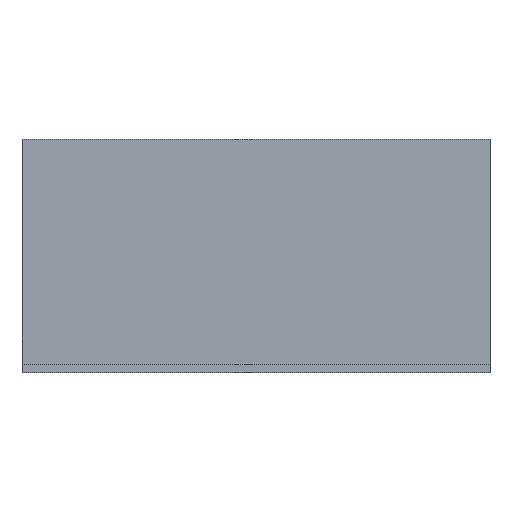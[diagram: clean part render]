
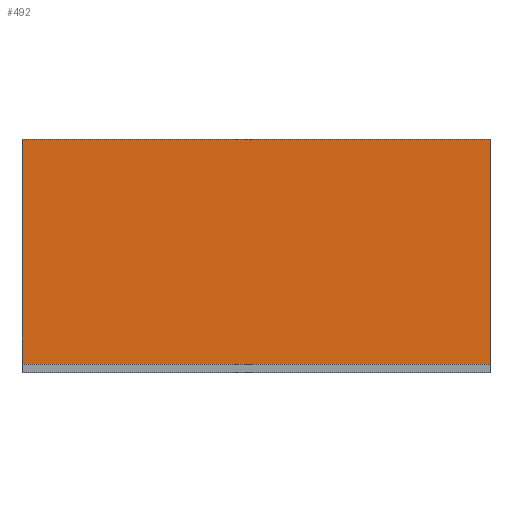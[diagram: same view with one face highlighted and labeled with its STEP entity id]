
A CAD part, top view. The second image highlights one B-rep face of the part: STEP entity #492.
In plain terms, the highlighted planar face has unit normal (0, 0, 1).
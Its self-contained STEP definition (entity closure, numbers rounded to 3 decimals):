
#5 = CARTESIAN_POINT ( 'NONE',  ( 12.5, 6., 255. ) ) ;
#45 = EDGE_CURVE ( 'NONE', #434, #79, #381, .T. ) ;
#47 = LINE ( 'NONE', #365, #247 ) ;
#48 = CARTESIAN_POINT ( 'NONE',  ( 0., 0., 255. ) ) ;
#52 = VECTOR ( 'NONE', #57, 1000. ) ;
#57 = DIRECTION ( 'NONE',  ( -1., 0., 0. ) ) ;
#79 = VERTEX_POINT ( 'NONE', #262 ) ;
#123 = CARTESIAN_POINT ( 'NONE',  ( -12.5, -6., 255. ) ) ;
#133 = DIRECTION ( 'NONE',  ( 1., 0., 0. ) ) ;
#138 = CARTESIAN_POINT ( 'NONE',  ( -12.5, 6., 255. ) ) ;
#146 = CARTESIAN_POINT ( 'NONE',  ( 12.5, -6., 255. ) ) ;
#153 = ORIENTED_EDGE ( 'NONE', *, *, #403, .T. ) ;
#162 = VECTOR ( 'NONE', #498, 1000. ) ;
#164 = FACE_OUTER_BOUND ( 'NONE', #477, .T. ) ;
#172 = LINE ( 'NONE', #452, #324 ) ;
#206 = DIRECTION ( 'NONE',  ( 0., -1., 0. ) ) ;
#237 = ORIENTED_EDGE ( 'NONE', *, *, #459, .T. ) ;
#247 = VECTOR ( 'NONE', #206, 1000. ) ;
#262 = CARTESIAN_POINT ( 'NONE',  ( 12.5, 6., 255. ) ) ;
#268 = AXIS2_PLACEMENT_3D ( 'NONE', #48, #444, #330 ) ;
#274 = VERTEX_POINT ( 'NONE', #138 ) ;
#283 = PLANE ( 'NONE',  #268 ) ;
#324 = VECTOR ( 'NONE', #133, 1000. ) ;
#326 = CARTESIAN_POINT ( 'NONE',  ( 12.5, -6., 255. ) ) ;
#330 = DIRECTION ( 'NONE',  ( 1., 0., 0. ) ) ;
#333 = ORIENTED_EDGE ( 'NONE', *, *, #391, .T. ) ;
#365 = CARTESIAN_POINT ( 'NONE',  ( -12.5, -6., 255. ) ) ;
#381 = LINE ( 'NONE', #146, #162 ) ;
#391 = EDGE_CURVE ( 'NONE', #472, #434, #172, .T. ) ;
#403 = EDGE_CURVE ( 'NONE', #79, #274, #415, .T. ) ;
#415 = LINE ( 'NONE', #5, #52 ) ;
#434 = VERTEX_POINT ( 'NONE', #326 ) ;
#444 = DIRECTION ( 'NONE',  ( 0., 0., 1. ) ) ;
#452 = CARTESIAN_POINT ( 'NONE',  ( 12.5, -6., 255. ) ) ;
#459 = EDGE_CURVE ( 'NONE', #274, #472, #47, .T. ) ;
#472 = VERTEX_POINT ( 'NONE', #123 ) ;
#477 = EDGE_LOOP ( 'NONE', ( #237, #333, #511, #153 ) ) ;
#492 = ADVANCED_FACE ( 'NONE', ( #164 ), #283, .T. ) ;
#498 = DIRECTION ( 'NONE',  ( 0., 1., 0. ) ) ;
#511 = ORIENTED_EDGE ( 'NONE', *, *, #45, .T. ) ;
